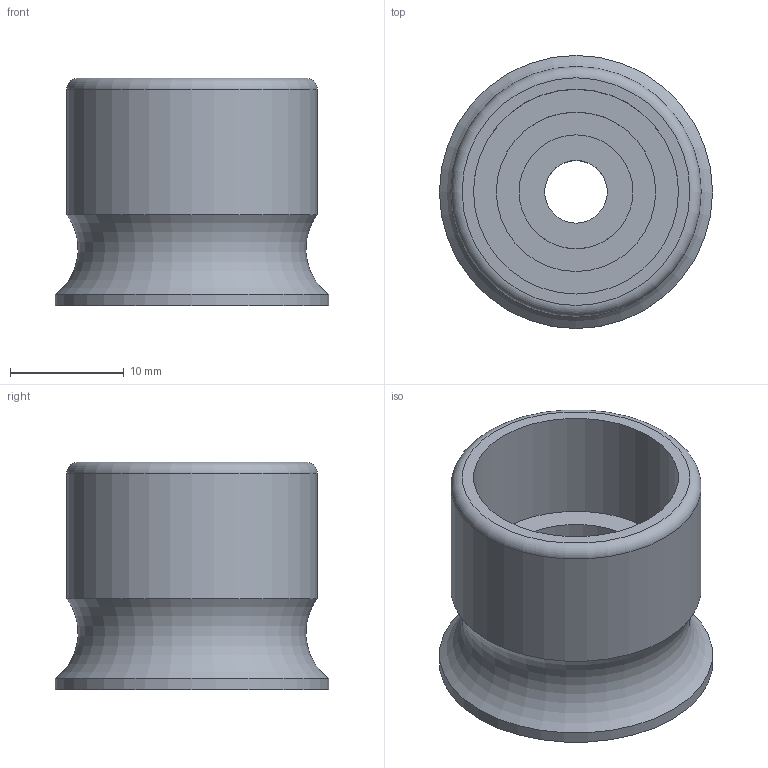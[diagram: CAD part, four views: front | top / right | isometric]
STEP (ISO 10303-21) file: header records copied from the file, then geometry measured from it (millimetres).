
FILE_DESCRIPTION(('FreeCAD Model'),'2;1');
FILE_NAME('Open CASCADE Shape Model','2025-12-29T17:57:12',(''),(''), 'Open CASCADE STEP processor 7.8','FreeCAD','Unknown');
FILE_SCHEMA(('AUTOMOTIVE_DESIGN { 1 0 10303 214 1 1 1 1 }'));
Length unit declared in the file: millimetre
Products named in the file (1): Base
Bounding box: 24 x 24 x 20 mm (x, y, z)
Volume: 4336.6 mm3; surface area: 3219.9 mm2
Topology: 1 solids, 1 shells, 13 faces, 21 edges, 13 vertices
Faces by surface type: cylinder 6, plane 5, torus 2
Full cylindrical faces by diameter (mm): 5.5 x1, 10 x1, 14 x1, 18 x1, 22 x1, 24 x1
Entity records: 334 total; most frequent: DIRECTION 64, CARTESIAN_POINT 48, ORIENTED_EDGE 42, AXIS2_PLACEMENT_3D 29, EDGE_CURVE 21, FACE_BOUND 18, EDGE_LOOP 18, CIRCLE 15
